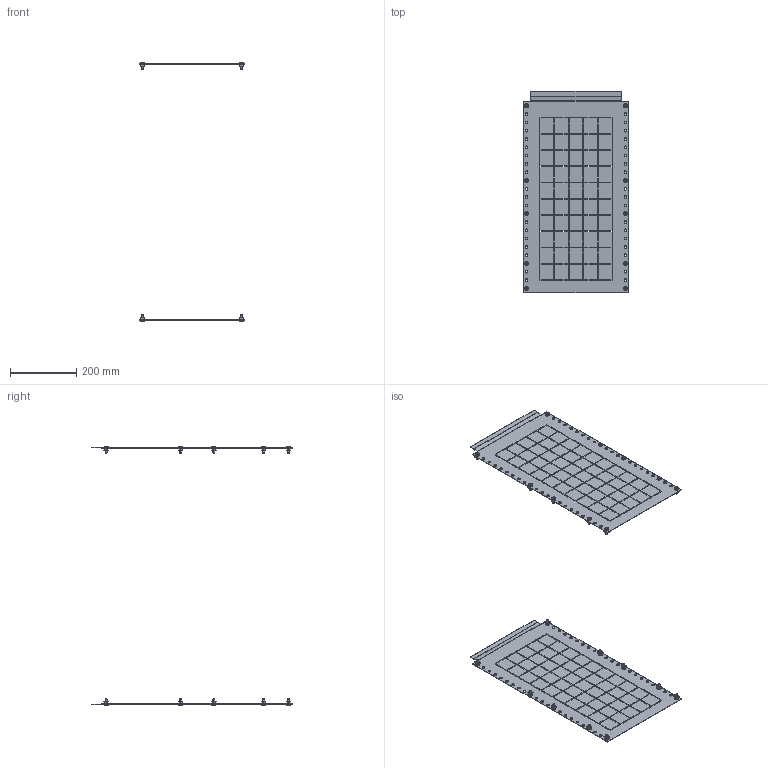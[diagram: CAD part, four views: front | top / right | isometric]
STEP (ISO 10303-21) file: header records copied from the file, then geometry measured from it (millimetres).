
FILE_DESCRIPTION (( 'STEP AP214' ), '1' );
FILE_NAME ('PCV64 Ïàíåëü áîêîâàÿ.STEP', '2018-07-30T13:21:22', ( '' ), ( '' ), 'SwSTEP 2.0', 'SolidWorks 2017', '' );
FILE_SCHEMA (( 'AUTOMOTIVE_DESIGN' ));
Length unit declared in the file: millimetre
Products named in the file (4): PCV64 Ïàíåëü áîêîâàÿ; Âèíò Ì6 DIN 7985_6å16; AVT003.15.00.10 Ïàíåëü áîêîâàÿ_00; Ãàéêà êëåòåâàÿ Ì6_3À
Assembly tree (42 placements, depth 2):
  PCV64 Ïàíåëü áîêîâàÿ
    AVT003.15.00.10 Ïàíåëü áîêîâàÿ_00  x2
    Ãàéêà êëåòåâàÿ Ì6_3À  x20
    Âèíò Ì6 DIN 7985_6å16  x20
Bounding box: 316 x 607 x 782.58 mm (x, y, z)
Volume: 457322.8 mm3; surface area: 779853.5 mm2
Topology: 42 solids, 42 shells, 2736 faces, 7584 edges, 4952 vertices
Faces by surface type: plane 1984, cylinder 672, cone 40, sphere 40
Entity records: 22622 total; most frequent: CARTESIAN_POINT 3976, ORIENTED_EDGE 3840, DIRECTION 3528, EDGE_CURVE 1920, VECTOR 1660, LINE 1660, VERTEX_POINT 1270, EDGE_LOOP 982
